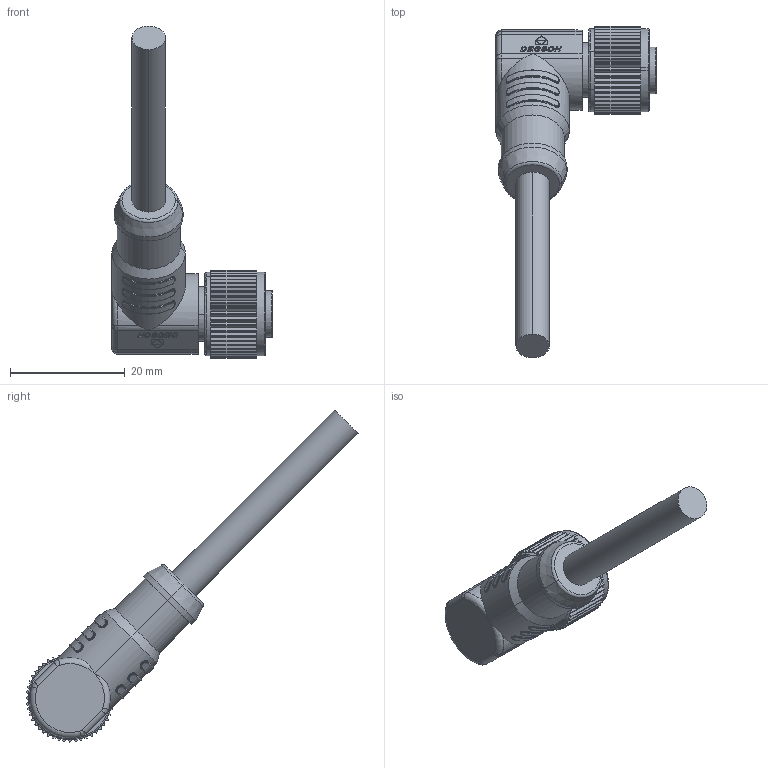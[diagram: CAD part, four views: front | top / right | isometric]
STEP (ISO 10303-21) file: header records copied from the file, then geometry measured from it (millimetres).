
FILE_DESCRIPTION((''),'2;1');
FILE_NAME('PM-M12A-08P-FF-SR8XXX-00A_H_','2020-04-11T',('Administrator'),(''),'CREO PARAMETRIC BY PTC INC, 2014350','CREO PARAMETRIC BY PTC INC, 2014350','');
FILE_SCHEMA(('CONFIG_CONTROL_DESIGN'));
Length unit declared in the file: millimetre
Products named in the file (1): PM-M12A-08P-FF-SR8XXX-00A_H_
Bounding box: 27.9 x 57.78 x 57.78 mm (x, y, z)
Volume: 7364.8 mm3; surface area: 3913.9 mm2
Topology: 1 solids, 1 shells, 1019 faces, 2849 edges, 1909 vertices
Faces by surface type: plane 810, cylinder 115, torus 36, bspline 35, cone 21, sphere 2
Entity records: 45497 total; most frequent: CARTESIAN_POINT 18946, ORIENTED_EDGE 5694, DIRECTION 5266, EDGE_CURVE 2847, VECTOR 2206, LINE 2206, VERTEX_POINT 1909, AXIS2_PLACEMENT_3D 1530
